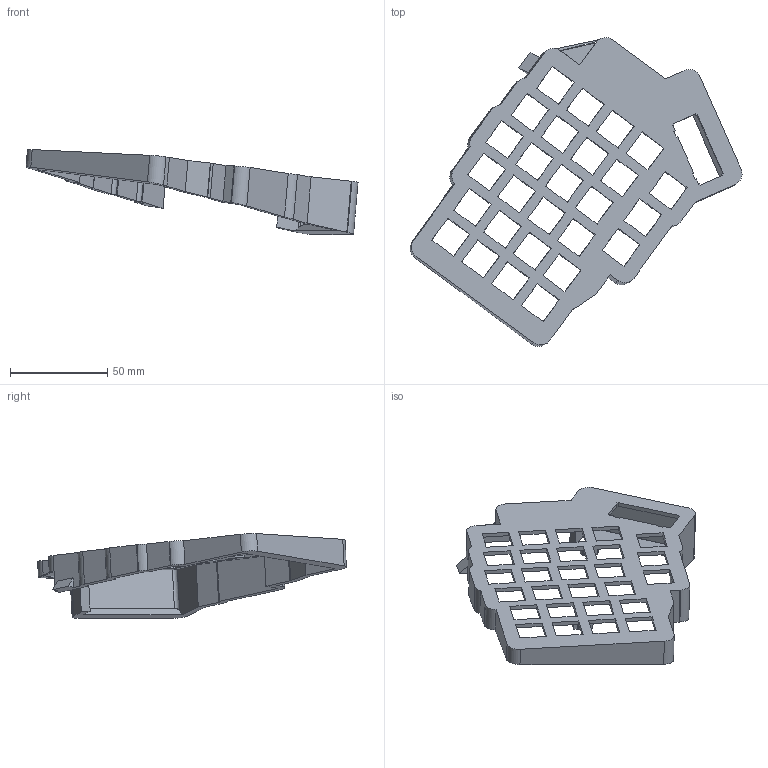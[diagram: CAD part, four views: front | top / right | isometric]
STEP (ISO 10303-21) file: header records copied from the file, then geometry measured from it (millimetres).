
FILE_DESCRIPTION(/* description */ ('','CAx-IF Rec.Pracs.---Representation and Presentation of Product Manufacturing Information (PMI)---4.0---2014-10-13'),/* implementation_level */ '2;1');
FILE_NAME(/* name */ 'Left Plate Roll 5 Pitch 3.step',/* time_stamp */ '2025-03-05T20:38:22-08:00',/* author */ (''),/* organization */ (''),/* preprocessor_version */ 'ST-DEVELOPER v20',/* originating_system */ 'Autodesk Translation Framework v13.20.0.188',/* authorisation */ '');
FILE_SCHEMA (('AP242_MANAGED_MODEL_BASED_3D_ENGINEERING_MIM_LF { 1 0 10303 442 1 1 4 }'));
Length unit declared in the file: millimetre
Products named in the file (1): left plate
Bounding box: 170.78 x 158.85 x 43.74 mm (x, y, z)
Volume: 50973.9 mm3; surface area: 38493 mm2
Topology: 1 solids, 1 shells, 264 faces, 788 edges, 523 vertices
Faces by surface type: plane 228, cylinder 36
Full cylindrical faces by diameter (mm): 4.8 x2
Entity records: 8905 total; most frequent: ORIENTED_EDGE 1576, CARTESIAN_POINT 1576, DIRECTION 1395, EDGE_CURVE 788, LINE 711, VECTOR 711, VERTEX_POINT 523, AXIS2_PLACEMENT_3D 342
